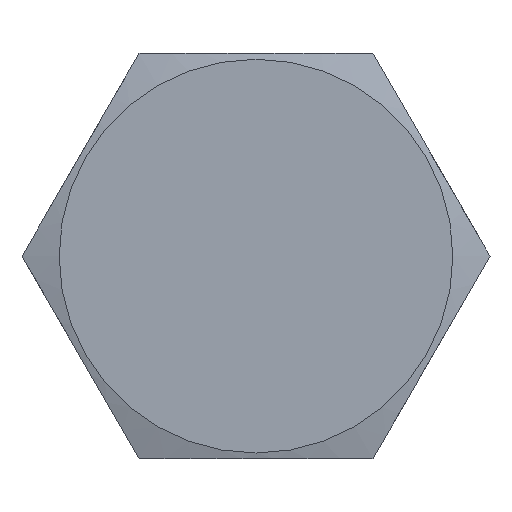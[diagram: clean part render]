
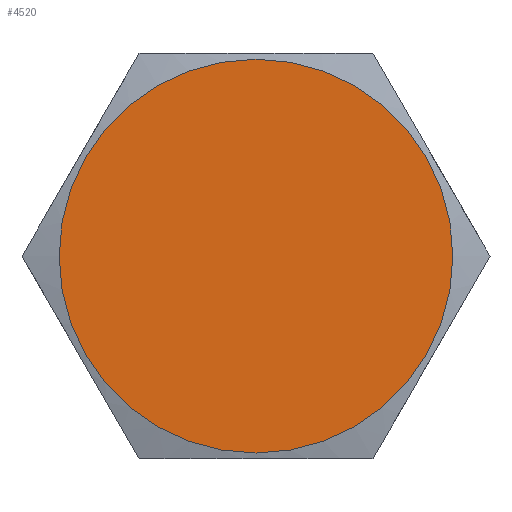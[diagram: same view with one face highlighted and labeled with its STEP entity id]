
A CAD part, left-side view. The second image highlights one B-rep face of the part: STEP entity #4520.
In plain terms, the highlighted planar face has unit normal (-1, 0, 0).
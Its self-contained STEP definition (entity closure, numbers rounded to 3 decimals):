
#2022 = DIRECTION ( 'NONE',  ( 0., 0., 1. ) ) ;
#3291 = DIRECTION ( 'NONE',  ( -1., 0., 0. ) ) ;
#3534 = EDGE_CURVE ( 'NONE', #12862, #12862, #12917, .T. ) ;
#4192 = CARTESIAN_POINT ( 'NONE',  ( 0., 18., 0. ) ) ;
#4520 = ADVANCED_FACE ( 'NONE', ( #12415 ), #9602, .F. ) ;
#6090 = CARTESIAN_POINT ( 'NONE',  ( 0., 0., 0. ) ) ;
#6279 = AXIS2_PLACEMENT_3D ( 'NONE', #4192, #15318, #6888 ) ;
#6888 = DIRECTION ( 'NONE',  ( 0., 0., -1. ) ) ;
#7400 = AXIS2_PLACEMENT_3D ( 'NONE', #6090, #3291, #2022 ) ;
#8661 = EDGE_LOOP ( 'NONE', ( #14837 ) ) ;
#9602 = PLANE ( 'NONE',  #6279 ) ;
#12415 = FACE_OUTER_BOUND ( 'NONE', #8661, .T. ) ;
#12862 = VERTEX_POINT ( 'NONE', #14314 ) ;
#12917 = CIRCLE ( 'NONE', #7400, 6.8 ) ;
#14314 = CARTESIAN_POINT ( 'NONE',  ( 0., 0., 6.8 ) ) ;
#14837 = ORIENTED_EDGE ( 'NONE', *, *, #3534, .T. ) ;
#15318 = DIRECTION ( 'NONE',  ( 1., 0., 0. ) ) ;
